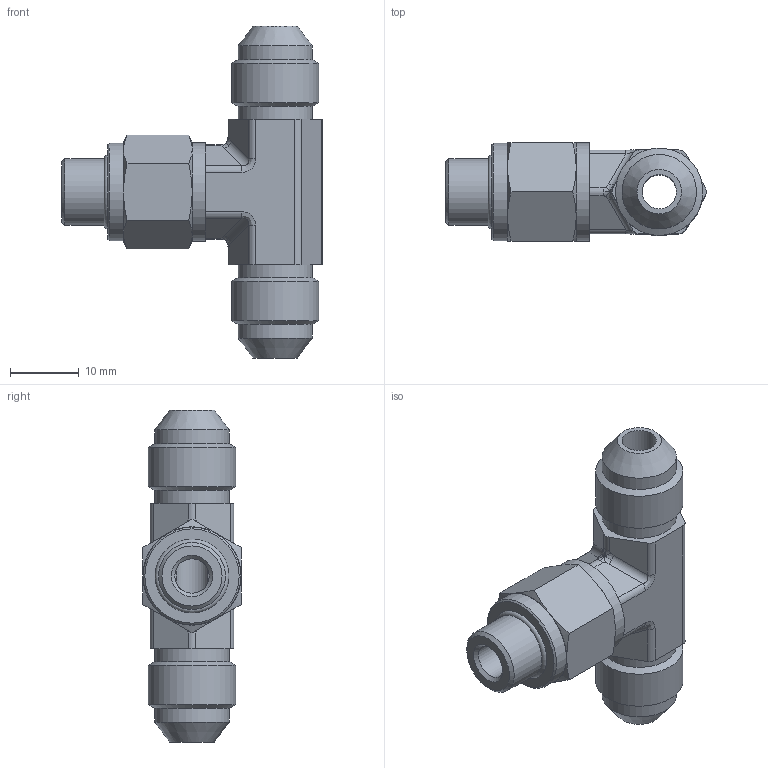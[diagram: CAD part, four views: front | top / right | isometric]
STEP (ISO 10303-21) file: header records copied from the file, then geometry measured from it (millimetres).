
FILE_DESCRIPTION(/* description */ ('Parker Triple-Lok Straight Thread Branch Tee, 5 S5OX-S'),/* implementation_level */ '2;1');
FILE_NAME(/* name */ 'PNK-J1-2-G1-8-T1.stp',/* time_stamp */ '2025-02-11T09:27:33-03:00',/* author */ ('Jefferson'),/* organization */ (''),/* preprocessor_version */ 'ST-DEVELOPER v19',/* originating_system */ 'Autodesk Inventor 2023',/* authorisation */ '');
FILE_SCHEMA (('AUTOMOTIVE_DESIGN { 1 0 10303 214 3 1 1 }'));
Length unit declared in the file: millimetre
Products named in the file (1): PNK-J1-2-G1-8-T1
Bounding box: 37.93 x 14.3 x 48.26 mm (x, y, z)
Volume: 7479.8 mm3; surface area: 4387.5 mm2
Topology: 1 solids, 1 shells, 290 faces, 750 edges, 486 vertices
Faces by surface type: plane 156, bspline 80, cylinder 30, cone 23, torus 1
Full cylindrical faces by diameter (mm): 5 x2, 9.728 x1, 10.82 x4, 12.7 x2, 14.2 x1, 14.288 x1
Entity records: 9729 total; most frequent: CARTESIAN_POINT 3134, ORIENTED_EDGE 1500, DIRECTION 1093, EDGE_CURVE 750, VERTEX_POINT 486, LINE 473, VECTOR 473, EDGE_LOOP 318
